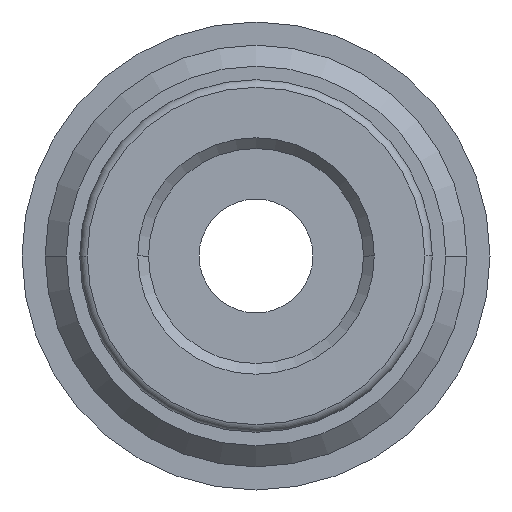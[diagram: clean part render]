
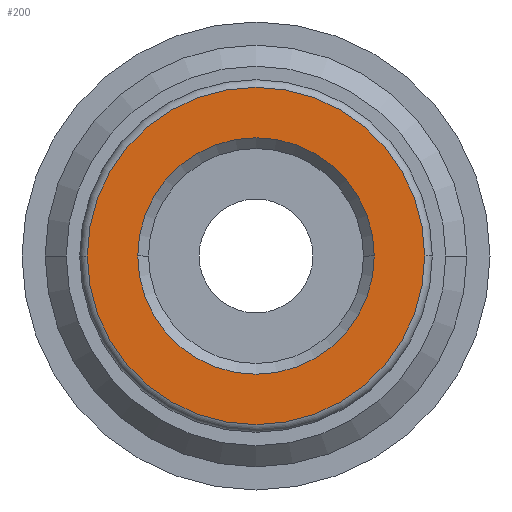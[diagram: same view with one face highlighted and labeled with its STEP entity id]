
A CAD part, front view. The second image highlights one B-rep face of the part: STEP entity #200.
In plain terms, the highlighted planar face has unit normal (0, -1, 0).
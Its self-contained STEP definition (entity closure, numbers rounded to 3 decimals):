
#200=ADVANCED_FACE('',(#409,#410),#411,.T.);
#409=FACE_BOUND('',#618,.T.);
#410=FACE_OUTER_BOUND('',#619,.T.);
#411=PLANE('',#620);
#618=EDGE_LOOP('',(#1096,#1097));
#619=EDGE_LOOP('',(#1098,#1099));
#620=AXIS2_PLACEMENT_3D('',#1100,#1101,#1102);
#1096=ORIENTED_EDGE('',*,*,#1339,.T.);
#1097=ORIENTED_EDGE('',*,*,#1349,.T.);
#1098=ORIENTED_EDGE('',*,*,#1173,.T.);
#1099=ORIENTED_EDGE('',*,*,#1350,.T.);
#1100=CARTESIAN_POINT('',(0.0,0.0,0.0));
#1101=DIRECTION('',(0.0,-1.0,0.0));
#1102=DIRECTION('',(-1.0,0.0,0.0));
#1173=EDGE_CURVE('',#1370,#1373,#1375,.T.);
#1339=EDGE_CURVE('',#1612,#1610,#1613,.T.);
#1349=EDGE_CURVE('',#1610,#1612,#1623,.T.);
#1350=EDGE_CURVE('',#1373,#1370,#1624,.T.);
#1370=VERTEX_POINT('',#1644);
#1373=VERTEX_POINT('',#1648);
#1375=CIRCLE('',#1651,4.0);
#1610=VERTEX_POINT('',#2171);
#1612=VERTEX_POINT('',#2174);
#1613=CIRCLE('',#2175,2.805);
#1623=CIRCLE('',#2197,2.805);
#1624=CIRCLE('',#2198,4.0);
#1644=CARTESIAN_POINT('',(4.0,0.0,0.0));
#1648=CARTESIAN_POINT('',(-4.0,0.0,0.));
#1651=AXIS2_PLACEMENT_3D('',#2227,#2228,#2229);
#2171=CARTESIAN_POINT('',(2.805,0.0,0.));
#2174=CARTESIAN_POINT('',(-2.805,0.0,0.));
#2175=AXIS2_PLACEMENT_3D('',#2446,#2447,#2448);
#2197=AXIS2_PLACEMENT_3D('',#2450,#2451,#2452);
#2198=AXIS2_PLACEMENT_3D('',#2453,#2454,#2455);
#2227=CARTESIAN_POINT('',(0.0,0.0,0.0));
#2228=DIRECTION('',(0.0,-1.0,0.0));
#2229=DIRECTION('',(1.0,0.0,0.0));
#2446=CARTESIAN_POINT('',(0.0,0.0,0.0));
#2447=DIRECTION('',(-0.0,1.0,0.0));
#2448=DIRECTION('',(1.0,0.0,0.0));
#2450=CARTESIAN_POINT('',(0.0,0.0,0.0));
#2451=DIRECTION('',(-0.0,1.0,0.0));
#2452=DIRECTION('',(1.0,0.0,0.0));
#2453=CARTESIAN_POINT('',(0.0,0.0,0.0));
#2454=DIRECTION('',(0.0,-1.0,0.0));
#2455=DIRECTION('',(1.0,0.0,0.0));
